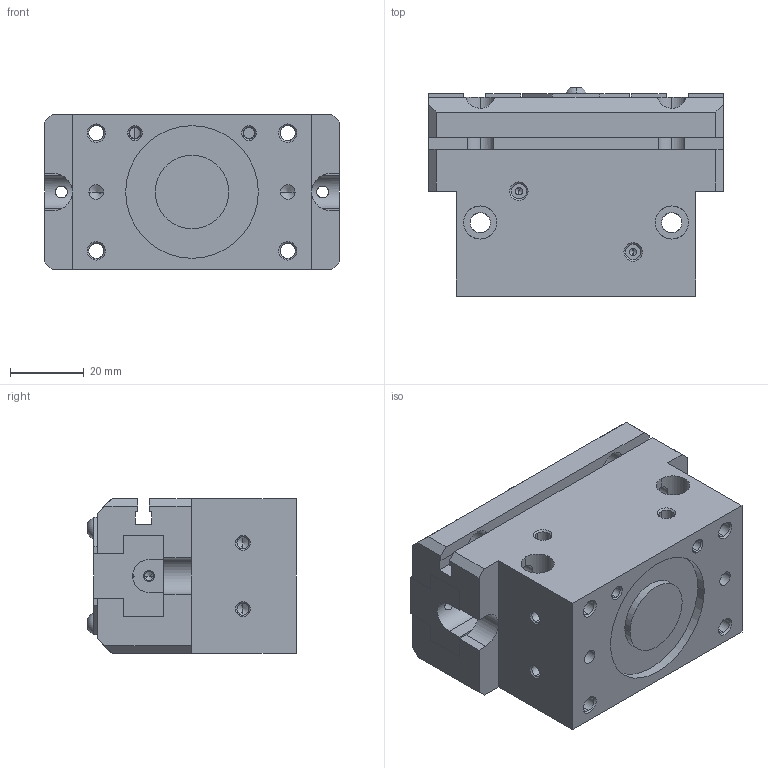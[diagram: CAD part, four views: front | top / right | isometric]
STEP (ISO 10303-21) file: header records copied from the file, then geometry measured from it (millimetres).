
FILE_DESCRIPTION( ( '' ), '1' );
FILE_NAME( 'dts208s_dt208aas_0_2_14a.stp', '2010-10-25T12:13:39', ( '' ), ( '' ), ' ', ' ', ' ' );
FILE_SCHEMA( ( 'automotive_design' ) );
Length unit declared in the file: millimetre
Products named in the file (3): 1; 2; 3
Bounding box: 80 x 56.65 x 42 mm (x, y, z)
Volume: 144453.3 mm3; surface area: 38995.9 mm2
Topology: 3 solids, 3 shells, 303 faces, 816 edges, 499 vertices
Faces by surface type: plane 135, cylinder 92, cone 72, torus 4
Entity records: 18888 total; most frequent: CARTESIAN_POINT 2378, DIRECTION 1601, STYLED_ITEM 1589, PRESENTATION_STYLE_ASSIGNMENT 1589, COLOUR_RGB 1589, ORIENTED_EDGE 1568, EDGE_CURVE 784, CURVE_STYLE 784
